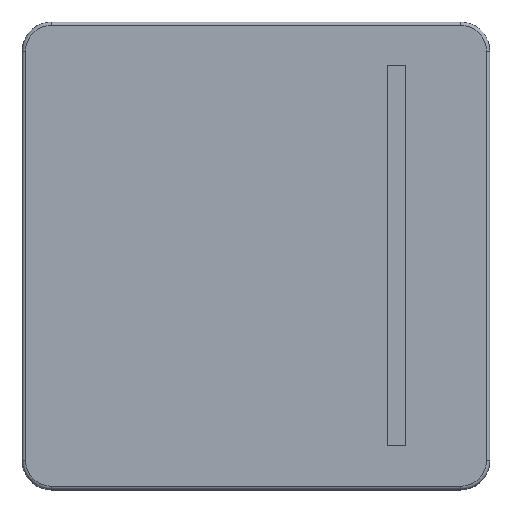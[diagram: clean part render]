
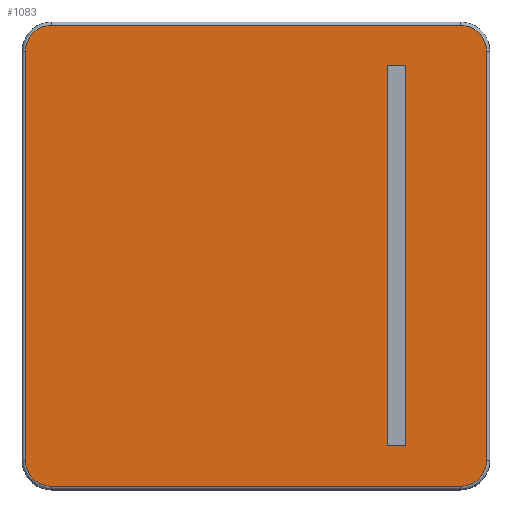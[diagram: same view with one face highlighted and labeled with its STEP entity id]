
A CAD part, top view. The second image highlights one B-rep face of the part: STEP entity #1083.
In plain terms, the highlighted planar face has unit normal (0, 0, 1).
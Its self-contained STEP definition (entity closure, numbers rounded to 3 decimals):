
#57=LINE('',#1479,#125);
#58=LINE('',#1483,#126);
#59=LINE('',#1487,#127);
#60=LINE('',#1491,#128);
#61=LINE('',#1492,#129);
#62=LINE('',#1495,#130);
#63=LINE('',#1497,#131);
#64=LINE('',#1499,#132);
#125=VECTOR('',#1232,1000.);
#126=VECTOR('',#1235,1000.);
#127=VECTOR('',#1238,1000.);
#128=VECTOR('',#1241,1000.);
#129=VECTOR('',#1242,1000.);
#130=VECTOR('',#1243,1000.);
#131=VECTOR('',#1244,1000.);
#132=VECTOR('',#1245,1000.);
#193=ORIENTED_EDGE('',*,*,#409,.T.);
#194=ORIENTED_EDGE('',*,*,#410,.T.);
#195=ORIENTED_EDGE('',*,*,#411,.T.);
#196=ORIENTED_EDGE('',*,*,#412,.T.);
#197=ORIENTED_EDGE('',*,*,#413,.T.);
#198=ORIENTED_EDGE('',*,*,#414,.T.);
#199=ORIENTED_EDGE('',*,*,#415,.T.);
#200=ORIENTED_EDGE('',*,*,#416,.T.);
#201=ORIENTED_EDGE('',*,*,#417,.T.);
#202=ORIENTED_EDGE('',*,*,#418,.T.);
#203=ORIENTED_EDGE('',*,*,#419,.T.);
#204=ORIENTED_EDGE('',*,*,#420,.T.);
#409=EDGE_CURVE('',#517,#518,#581,.F.);
#410=EDGE_CURVE('',#518,#519,#57,.F.);
#411=EDGE_CURVE('',#519,#520,#582,.F.);
#412=EDGE_CURVE('',#520,#521,#58,.F.);
#413=EDGE_CURVE('',#521,#522,#583,.F.);
#414=EDGE_CURVE('',#522,#523,#59,.F.);
#415=EDGE_CURVE('',#523,#524,#584,.F.);
#416=EDGE_CURVE('',#524,#517,#60,.F.);
#417=EDGE_CURVE('',#525,#526,#61,.T.);
#418=EDGE_CURVE('',#526,#527,#62,.T.);
#419=EDGE_CURVE('',#527,#528,#63,.T.);
#420=EDGE_CURVE('',#528,#525,#64,.T.);
#517=VERTEX_POINT('',#1477);
#518=VERTEX_POINT('',#1478);
#519=VERTEX_POINT('',#1480);
#520=VERTEX_POINT('',#1482);
#521=VERTEX_POINT('',#1484);
#522=VERTEX_POINT('',#1486);
#523=VERTEX_POINT('',#1488);
#524=VERTEX_POINT('',#1490);
#525=VERTEX_POINT('',#1493);
#526=VERTEX_POINT('',#1494);
#527=VERTEX_POINT('',#1496);
#528=VERTEX_POINT('',#1498);
#581=CIRCLE('',#1138,0.221);
#582=CIRCLE('',#1139,0.221);
#583=CIRCLE('',#1140,0.221);
#584=CIRCLE('',#1141,0.221);
#613=EDGE_LOOP('',(#193,#194,#195,#196,#197,#198,#199,#200));
#614=EDGE_LOOP('',(#201,#202,#203,#204));
#665=FACE_BOUND('',#613,.T.);
#666=FACE_BOUND('',#614,.T.);
#717=PLANE('',#1137);
#1083=ADVANCED_FACE('',(#665,#666),#717,.F.);
#1137=AXIS2_PLACEMENT_3D('',#1475,#1228,#1229);
#1138=AXIS2_PLACEMENT_3D('',#1476,#1230,#1231);
#1139=AXIS2_PLACEMENT_3D('',#1481,#1233,#1234);
#1140=AXIS2_PLACEMENT_3D('',#1485,#1236,#1237);
#1141=AXIS2_PLACEMENT_3D('',#1489,#1239,#1240);
#1228=DIRECTION('',(0.,0.,-1.));
#1229=DIRECTION('',(-1.,0.,0.));
#1230=DIRECTION('',(0.,0.,-1.));
#1231=DIRECTION('',(-1.,0.,0.));
#1232=DIRECTION('',(1.,0.,0.));
#1233=DIRECTION('',(0.,0.,-1.));
#1234=DIRECTION('',(-1.,0.,0.));
#1235=DIRECTION('',(0.,1.,0.));
#1236=DIRECTION('',(0.,0.,-1.));
#1237=DIRECTION('',(-1.,0.,0.));
#1238=DIRECTION('',(-1.,0.,0.));
#1239=DIRECTION('',(0.,0.,-1.));
#1240=DIRECTION('',(-1.,0.,0.));
#1241=DIRECTION('',(0.,-1.,0.));
#1242=DIRECTION('',(0.,-1.,0.));
#1243=DIRECTION('',(-1.,0.,0.));
#1244=DIRECTION('',(0.,1.,0.));
#1245=DIRECTION('',(1.,0.,0.));
#1475=CARTESIAN_POINT('',(1.75,-1.75,0.));
#1476=CARTESIAN_POINT('',(1.75,1.75,0.));
#1477=CARTESIAN_POINT('',(1.971,1.75,0.));
#1478=CARTESIAN_POINT('',(1.75,1.971,0.));
#1479=CARTESIAN_POINT('',(1.75,1.971,0.));
#1480=CARTESIAN_POINT('',(-1.75,1.971,0.));
#1481=CARTESIAN_POINT('',(-1.75,1.75,0.));
#1482=CARTESIAN_POINT('',(-1.971,1.75,0.));
#1483=CARTESIAN_POINT('',(-1.971,-1.75,0.));
#1484=CARTESIAN_POINT('',(-1.971,-1.75,0.));
#1485=CARTESIAN_POINT('',(-1.75,-1.75,0.));
#1486=CARTESIAN_POINT('',(-1.75,-1.971,0.));
#1487=CARTESIAN_POINT('',(1.75,-1.971,0.));
#1488=CARTESIAN_POINT('',(1.75,-1.971,0.));
#1489=CARTESIAN_POINT('',(1.75,-1.75,0.));
#1490=CARTESIAN_POINT('',(1.971,-1.75,0.));
#1491=CARTESIAN_POINT('',(1.971,-1.75,0.));
#1492=CARTESIAN_POINT('',(1.281,1.625,0.));
#1493=CARTESIAN_POINT('',(1.281,1.625,0.));
#1494=CARTESIAN_POINT('',(1.281,-1.625,0.));
#1495=CARTESIAN_POINT('',(1.281,-1.625,0.));
#1496=CARTESIAN_POINT('',(1.123,-1.625,0.));
#1497=CARTESIAN_POINT('',(1.123,-1.625,0.));
#1498=CARTESIAN_POINT('',(1.123,1.625,0.));
#1499=CARTESIAN_POINT('',(1.123,1.625,0.));
